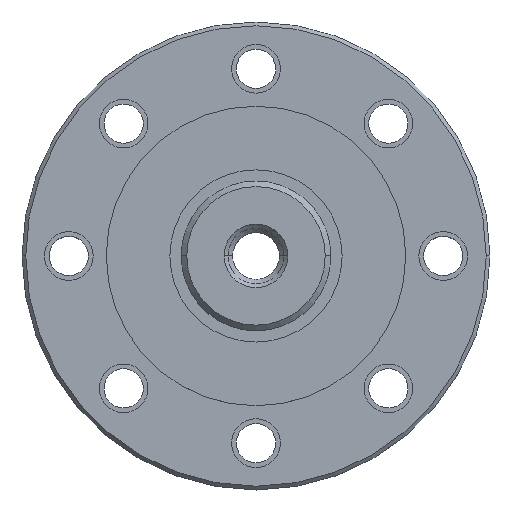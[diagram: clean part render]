
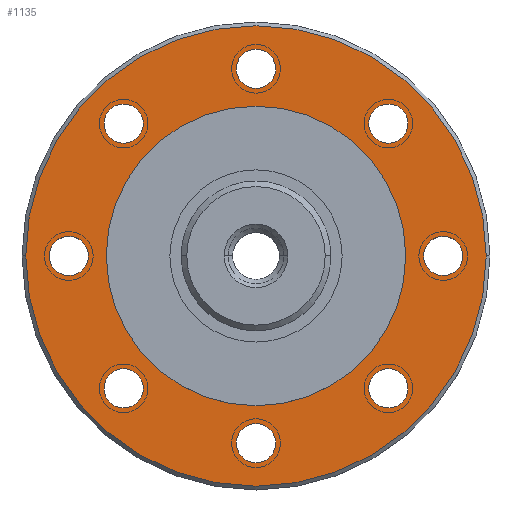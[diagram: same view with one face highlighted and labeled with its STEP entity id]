
A CAD part, top view. The second image highlights one B-rep face of the part: STEP entity #1135.
In plain terms, the highlighted planar face has unit normal (0, 0, 1).
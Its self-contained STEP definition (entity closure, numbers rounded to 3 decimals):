
#244=CARTESIAN_POINT('',(0.,0.,0.));
#245=DIRECTION('',(0.,0.,1.));
#246=DIRECTION('',(1.,0.,0.));
#247=AXIS2_PLACEMENT_3D('',#244,#245,#246);
#249=CARTESIAN_POINT('',(0.,0.,0.));
#250=DIRECTION('',(0.,0.,1.));
#251=DIRECTION('',(-1.,0.,0.));
#252=AXIS2_PLACEMENT_3D('',#249,#250,#251);
#254=CARTESIAN_POINT('',(0.,10.,0.));
#255=DIRECTION('',(0.,0.,1.));
#256=DIRECTION('',(-1.,0.,0.));
#257=AXIS2_PLACEMENT_3D('',#254,#255,#256);
#259=CARTESIAN_POINT('',(0.,10.,0.));
#260=DIRECTION('',(0.,0.,1.));
#261=DIRECTION('',(1.,0.,0.));
#262=AXIS2_PLACEMENT_3D('',#259,#260,#261);
#264=CARTESIAN_POINT('',(-7.071,7.071,0.));
#265=DIRECTION('',(0.,0.,-1.));
#266=DIRECTION('',(0.707,0.707,0.));
#267=AXIS2_PLACEMENT_3D('',#264,#265,#266);
#269=CARTESIAN_POINT('',(-7.071,7.071,0.));
#270=DIRECTION('',(0.,0.,-1.));
#271=DIRECTION('',(-0.707,-0.707,0.));
#272=AXIS2_PLACEMENT_3D('',#269,#270,#271);
#274=CARTESIAN_POINT('',(-10.,0.,0.));
#275=DIRECTION('',(0.,0.,-1.));
#276=DIRECTION('',(0.,1.,0.));
#277=AXIS2_PLACEMENT_3D('',#274,#275,#276);
#279=CARTESIAN_POINT('',(-10.,0.,0.));
#280=DIRECTION('',(0.,0.,-1.));
#281=DIRECTION('',(0.,-1.,0.));
#282=AXIS2_PLACEMENT_3D('',#279,#280,#281);
#284=CARTESIAN_POINT('',(-7.071,-7.071,0.));
#285=DIRECTION('',(0.,0.,-1.));
#286=DIRECTION('',(-0.707,0.707,0.));
#287=AXIS2_PLACEMENT_3D('',#284,#285,#286);
#289=CARTESIAN_POINT('',(-7.071,-7.071,0.));
#290=DIRECTION('',(0.,0.,-1.));
#291=DIRECTION('',(0.707,-0.707,0.));
#292=AXIS2_PLACEMENT_3D('',#289,#290,#291);
#294=CARTESIAN_POINT('',(0.,-10.,0.));
#295=DIRECTION('',(0.,0.,-1.));
#296=DIRECTION('',(-1.,0.,0.));
#297=AXIS2_PLACEMENT_3D('',#294,#295,#296);
#299=CARTESIAN_POINT('',(0.,-10.,0.));
#300=DIRECTION('',(0.,0.,-1.));
#301=DIRECTION('',(1.,0.,0.));
#302=AXIS2_PLACEMENT_3D('',#299,#300,#301);
#304=CARTESIAN_POINT('',(7.071,-7.071,0.));
#305=DIRECTION('',(0.,0.,-1.));
#306=DIRECTION('',(-0.707,-0.707,0.));
#307=AXIS2_PLACEMENT_3D('',#304,#305,#306);
#309=CARTESIAN_POINT('',(7.071,-7.071,0.));
#310=DIRECTION('',(0.,0.,-1.));
#311=DIRECTION('',(0.707,0.707,0.));
#312=AXIS2_PLACEMENT_3D('',#309,#310,#311);
#314=CARTESIAN_POINT('',(10.,0.,0.));
#315=DIRECTION('',(0.,0.,-1.));
#316=DIRECTION('',(0.,-1.,0.));
#317=AXIS2_PLACEMENT_3D('',#314,#315,#316);
#319=CARTESIAN_POINT('',(10.,0.,0.));
#320=DIRECTION('',(0.,0.,-1.));
#321=DIRECTION('',(0.,1.,0.));
#322=AXIS2_PLACEMENT_3D('',#319,#320,#321);
#324=CARTESIAN_POINT('',(7.071,7.071,0.));
#325=DIRECTION('',(0.,0.,-1.));
#326=DIRECTION('',(0.707,-0.707,0.));
#327=AXIS2_PLACEMENT_3D('',#324,#325,#326);
#329=CARTESIAN_POINT('',(7.071,7.071,0.));
#330=DIRECTION('',(0.,0.,-1.));
#331=DIRECTION('',(-0.707,0.707,0.));
#332=AXIS2_PLACEMENT_3D('',#329,#330,#331);
#334=CARTESIAN_POINT('',(0.,0.,
0.));
#335=DIRECTION('',(0.,0.,-1.));
#336=DIRECTION('',(1.,0.,0.));
#337=AXIS2_PLACEMENT_3D('',#334,#335,#336);
#339=CARTESIAN_POINT('',(0.,0.,
0.));
#340=DIRECTION('',(0.,0.,-1.));
#341=DIRECTION('',(-1.,0.,0.));
#342=AXIS2_PLACEMENT_3D('',#339,#340,#341);
#618=CARTESIAN_POINT('',(-1.05,10.,0.));
#619=CARTESIAN_POINT('',(1.05,10.,0.));
#620=VERTEX_POINT('',#618);
#621=VERTEX_POINT('',#619);
#638=CARTESIAN_POINT('',(-6.329,7.814,0.));
#639=CARTESIAN_POINT('',(-7.814,6.329,0.));
#640=VERTEX_POINT('',#638);
#641=VERTEX_POINT('',#639);
#650=CARTESIAN_POINT('',(-10.,1.05,0.));
#651=CARTESIAN_POINT('',(-10.,-1.05,0.));
#652=VERTEX_POINT('',#650);
#653=VERTEX_POINT('',#651);
#662=CARTESIAN_POINT('',(-7.814,-6.329,0.));
#663=CARTESIAN_POINT('',(-6.329,-7.814,0.));
#664=VERTEX_POINT('',#662);
#665=VERTEX_POINT('',#663);
#674=CARTESIAN_POINT('',(-1.05,-10.,0.));
#675=CARTESIAN_POINT('',(1.05,-10.,0.));
#676=VERTEX_POINT('',#674);
#677=VERTEX_POINT('',#675);
#686=CARTESIAN_POINT('',(6.329,-7.814,0.));
#687=CARTESIAN_POINT('',(7.814,-6.329,0.));
#688=VERTEX_POINT('',#686);
#689=VERTEX_POINT('',#687);
#698=CARTESIAN_POINT('',(10.,-1.05,0.));
#699=CARTESIAN_POINT('',(10.,1.05,0.));
#700=VERTEX_POINT('',#698);
#701=VERTEX_POINT('',#699);
#710=CARTESIAN_POINT('',(7.814,6.329,0.));
#711=CARTESIAN_POINT('',(6.329,7.814,0.));
#712=VERTEX_POINT('',#710);
#713=VERTEX_POINT('',#711);
#718=CARTESIAN_POINT('',(12.3,0.,0.));
#719=CARTESIAN_POINT('',(-12.3,0.,0.));
#720=VERTEX_POINT('',#718);
#721=VERTEX_POINT('',#719);
#766=CARTESIAN_POINT('',(8.,0.,0.));
#767=CARTESIAN_POINT('',(-8.,0.,0.));
#768=VERTEX_POINT('',#766);
#769=VERTEX_POINT('',#767);
#1071=CARTESIAN_POINT('',(0.,0.,0.));
#1072=DIRECTION('',(0.,0.,1.));
#1073=DIRECTION('',(-1.,0.,0.));
#1074=AXIS2_PLACEMENT_3D('',#1071,#1072,#1073);
#1075=PLANE('',#1074);
#1077=ORIENTED_EDGE('',*,*,#1076,.T.);
#1079=ORIENTED_EDGE('',*,*,#1078,.T.);
#1080=EDGE_LOOP('',(#1077,#1079));
#1081=FACE_OUTER_BOUND('',#1080,.F.);
#1082=ORIENTED_EDGE('',*,*,#1061,.T.);
#1084=ORIENTED_EDGE('',*,*,#1083,.T.);
#1085=EDGE_LOOP('',(#1082,#1084));
#1086=FACE_BOUND('',#1085,.F.);
#1088=ORIENTED_EDGE('',*,*,#1087,.T.);
#1090=ORIENTED_EDGE('',*,*,#1089,.T.);
#1091=EDGE_LOOP('',(#1088,#1090));
#1092=FACE_BOUND('',#1091,.F.);
#1094=ORIENTED_EDGE('',*,*,#1093,.F.);
#1096=ORIENTED_EDGE('',*,*,#1095,.F.);
#1097=EDGE_LOOP('',(#1094,#1096));
#1098=FACE_BOUND('',#1097,.F.);
#1100=ORIENTED_EDGE('',*,*,#1099,.F.);
#1102=ORIENTED_EDGE('',*,*,#1101,.F.);
#1103=EDGE_LOOP('',(#1100,#1102));
#1104=FACE_BOUND('',#1103,.F.);
#1106=ORIENTED_EDGE('',*,*,#1105,.F.);
#1108=ORIENTED_EDGE('',*,*,#1107,.F.);
#1109=EDGE_LOOP('',(#1106,#1108));
#1110=FACE_BOUND('',#1109,.F.);
#1112=ORIENTED_EDGE('',*,*,#1111,.F.);
#1114=ORIENTED_EDGE('',*,*,#1113,.F.);
#1115=EDGE_LOOP('',(#1112,#1114));
#1116=FACE_BOUND('',#1115,.F.);
#1118=ORIENTED_EDGE('',*,*,#1117,.F.);
#1120=ORIENTED_EDGE('',*,*,#1119,.F.);
#1121=EDGE_LOOP('',(#1118,#1120));
#1122=FACE_BOUND('',#1121,.F.);
#1124=ORIENTED_EDGE('',*,*,#1123,.F.);
#1126=ORIENTED_EDGE('',*,*,#1125,.F.);
#1127=EDGE_LOOP('',(#1124,#1126));
#1128=FACE_BOUND('',#1127,.F.);
#1130=ORIENTED_EDGE('',*,*,#1129,.F.);
#1132=ORIENTED_EDGE('',*,*,#1131,.F.);
#1133=EDGE_LOOP('',(#1130,#1132));
#1134=FACE_BOUND('',#1133,.F.);
#1135=ADVANCED_FACE('',(#1081,#1086,#1092,#1098,#1104,#1110,#1116,#1122,#1128,
#1134),#1075,.T.);
#248=CIRCLE('',#247,8.);
#253=CIRCLE('',#252,8.);
#258=CIRCLE('',#257,1.05);
#263=CIRCLE('',#262,1.05);
#268=CIRCLE('',#267,1.05);
#273=CIRCLE('',#272,1.05);
#278=CIRCLE('',#277,1.05);
#283=CIRCLE('',#282,1.05);
#288=CIRCLE('',#287,1.05);
#293=CIRCLE('',#292,1.05);
#298=CIRCLE('',#297,1.05);
#303=CIRCLE('',#302,1.05);
#308=CIRCLE('',#307,1.05);
#313=CIRCLE('',#312,1.05);
#318=CIRCLE('',#317,1.05);
#323=CIRCLE('',#322,1.05);
#328=CIRCLE('',#327,1.05);
#333=CIRCLE('',#332,1.05);
#338=CIRCLE('',#337,12.3);
#343=CIRCLE('',#342,12.3);
#1061=EDGE_CURVE('',#768,#769,#248,.T.);
#1076=EDGE_CURVE('',#720,#721,#338,.T.);
#1078=EDGE_CURVE('',#721,#720,#343,.T.);
#1083=EDGE_CURVE('',#769,#768,#253,.T.);
#1087=EDGE_CURVE('',#620,#621,#258,.T.);
#1089=EDGE_CURVE('',#621,#620,#263,.T.);
#1093=EDGE_CURVE('',#640,#641,#268,.T.);
#1095=EDGE_CURVE('',#641,#640,#273,.T.);
#1099=EDGE_CURVE('',#652,#653,#278,.T.);
#1101=EDGE_CURVE('',#653,#652,#283,.T.);
#1105=EDGE_CURVE('',#664,#665,#288,.T.);
#1107=EDGE_CURVE('',#665,#664,#293,.T.);
#1111=EDGE_CURVE('',#676,#677,#298,.T.);
#1113=EDGE_CURVE('',#677,#676,#303,.T.);
#1117=EDGE_CURVE('',#688,#689,#308,.T.);
#1119=EDGE_CURVE('',#689,#688,#313,.T.);
#1123=EDGE_CURVE('',#700,#701,#318,.T.);
#1125=EDGE_CURVE('',#701,#700,#323,.T.);
#1129=EDGE_CURVE('',#712,#713,#328,.T.);
#1131=EDGE_CURVE('',#713,#712,#333,.T.);
